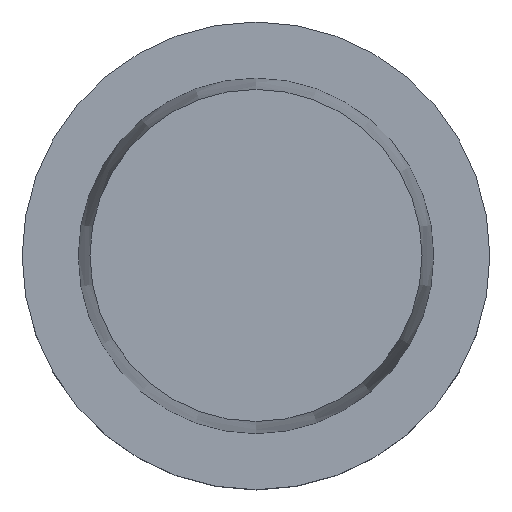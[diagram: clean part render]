
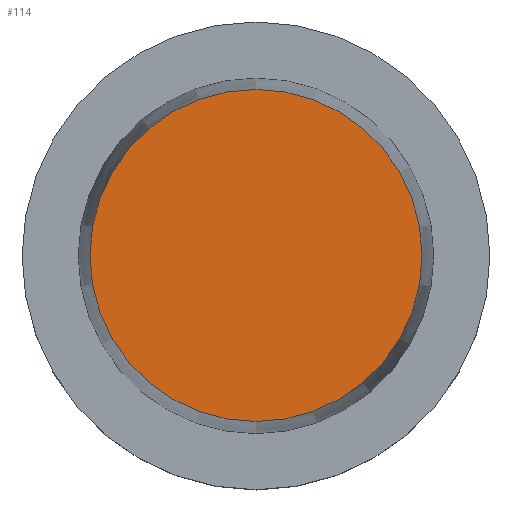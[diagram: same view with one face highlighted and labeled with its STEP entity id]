
A CAD part, top view. The second image highlights one B-rep face of the part: STEP entity #114.
In plain terms, the highlighted planar face has unit normal (0, 0, 1).
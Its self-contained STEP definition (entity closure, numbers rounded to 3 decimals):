
#106=EDGE_CURVE('Unnamed[1]',#261,#261,#262,.T.);
#114=ADVANCED_FACE('Unnamed[1]',(#273),#274,.T.);
#261=VERTEX_POINT('',#471);
#262=CIRCLE('',#472,35.5);
#273=FACE_OUTER_BOUND('',#486,.T.);
#274=PLANE('',#487);
#471=CARTESIAN_POINT('',(0.,35.5,50.0));
#472=AXIS2_PLACEMENT_3D('',#699,#700,#701);
#486=EDGE_LOOP('',(#712));
#487=AXIS2_PLACEMENT_3D('',#713,#714,#715);
#699=CARTESIAN_POINT('',(0.,0.,50.0));
#700=DIRECTION('',(0.,0.,-1.0));
#701=DIRECTION('',(0.,1.0,0.));
#712=ORIENTED_EDGE('',*,*,#106,.F.);
#713=CARTESIAN_POINT('',(0.,17.75,50.0));
#714=DIRECTION('',(0.,0.,1.0));
#715=DIRECTION('',(0.,-1.0,0.));
